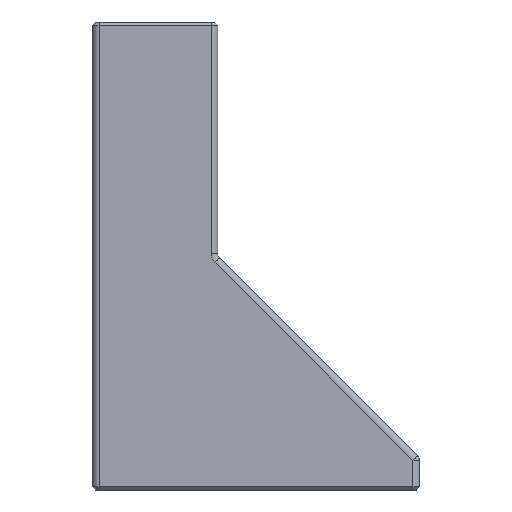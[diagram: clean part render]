
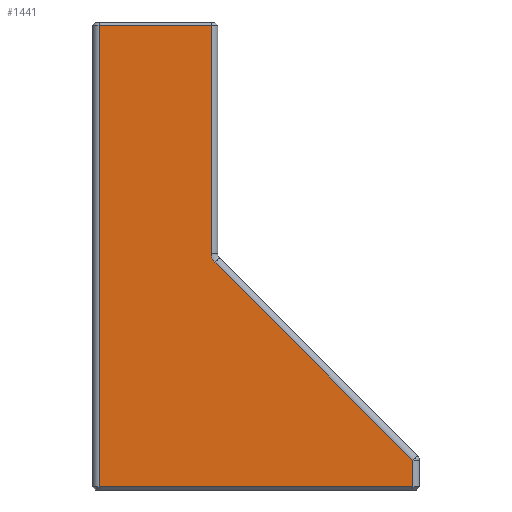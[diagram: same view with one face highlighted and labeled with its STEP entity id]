
A CAD part, left-side view. The second image highlights one B-rep face of the part: STEP entity #1441.
In plain terms, the highlighted planar face has unit normal (-1, 0, 0).
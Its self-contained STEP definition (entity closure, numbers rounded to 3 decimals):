
#59=CIRCLE('',#1556,1.6);
#130=FACE_OUTER_BOUND('',#220,.T.);
#220=EDGE_LOOP('',(#1016,#1017,#1018,#1019,#1020,#1021,#1022));
#322=LINE('',#2174,#481);
#338=LINE('',#2213,#497);
#339=LINE('',#2217,#498);
#340=LINE('',#2219,#499);
#341=LINE('',#2223,#500);
#342=LINE('',#2224,#501);
#481=VECTOR('',#1721,10.);
#497=VECTOR('',#1761,10.);
#498=VECTOR('',#1766,10.);
#499=VECTOR('',#1767,10.);
#500=VECTOR('',#1770,10.);
#501=VECTOR('',#1771,10.);
#635=VERTEX_POINT('',#2164);
#637=VERTEX_POINT('',#2170);
#649=VERTEX_POINT('',#2212);
#650=VERTEX_POINT('',#2216);
#651=VERTEX_POINT('',#2218);
#652=VERTEX_POINT('',#2220);
#653=VERTEX_POINT('',#2222);
#767=EDGE_CURVE('',#635,#637,#322,.T.);
#787=EDGE_CURVE('',#637,#649,#338,.T.);
#789=EDGE_CURVE('',#650,#635,#339,.T.);
#790=EDGE_CURVE('',#651,#650,#340,.T.);
#791=EDGE_CURVE('',#652,#651,#59,.T.);
#792=EDGE_CURVE('',#653,#652,#341,.T.);
#793=EDGE_CURVE('',#649,#653,#342,.T.);
#1016=ORIENTED_EDGE('',*,*,#767,.F.);
#1017=ORIENTED_EDGE('',*,*,#789,.F.);
#1018=ORIENTED_EDGE('',*,*,#790,.F.);
#1019=ORIENTED_EDGE('',*,*,#791,.F.);
#1020=ORIENTED_EDGE('',*,*,#792,.F.);
#1021=ORIENTED_EDGE('',*,*,#793,.F.);
#1022=ORIENTED_EDGE('',*,*,#787,.F.);
#1383=PLANE('',#1555);
#1441=ADVANCED_FACE('',(#130),#1383,.T.);
#1555=AXIS2_PLACEMENT_3D('',#2215,#1764,#1765);
#1556=AXIS2_PLACEMENT_3D('',#2221,#1768,#1769);
#1721=DIRECTION('',(0.,1.,0.));
#1761=DIRECTION('',(0.,0.,1.));
#1764=DIRECTION('center_axis',(-1.,0.,0.));
#1765=DIRECTION('ref_axis',(0.,1.,0.));
#1766=DIRECTION('',(0.,0.,-1.));
#1767=DIRECTION('',(0.,-0.707,-0.707));
#1768=DIRECTION('center_axis',(-1.,0.,0.));
#1769=DIRECTION('ref_axis',(0.,0.924,-0.383));
#1770=DIRECTION('',(0.,0.,-1.));
#1771=DIRECTION('',(0.,-1.,0.));
#2164=CARTESIAN_POINT('',(-19.,-34.2,-49.6));
#2170=CARTESIAN_POINT('',(-19.,4.7,-49.6));
#2174=CARTESIAN_POINT('',(-19.,-6.125,-49.6));
#2212=CARTESIAN_POINT('',(-19.,4.7,7.6));
#2213=CARTESIAN_POINT('',(-19.,4.7,0.));
#2215=CARTESIAN_POINT('Origin',(-19.,-10.,0.));
#2216=CARTESIAN_POINT('',(-19.,-34.2,-46.331));
#2217=CARTESIAN_POINT('',(-19.,-34.2,-25.));
#2218=CARTESIAN_POINT('',(-19.,-9.669,-21.8));
#2219=CARTESIAN_POINT('',(-19.,-10.434,-22.566));
#2220=CARTESIAN_POINT('',(-19.,-9.2,-20.669));
#2221=CARTESIAN_POINT('Origin',(-19.,-10.8,-20.669));
#2222=CARTESIAN_POINT('',(-19.,-9.2,7.6));
#2223=CARTESIAN_POINT('',(-19.,-9.2,0.));
#2224=CARTESIAN_POINT('',(-19.,-6.125,7.6));
